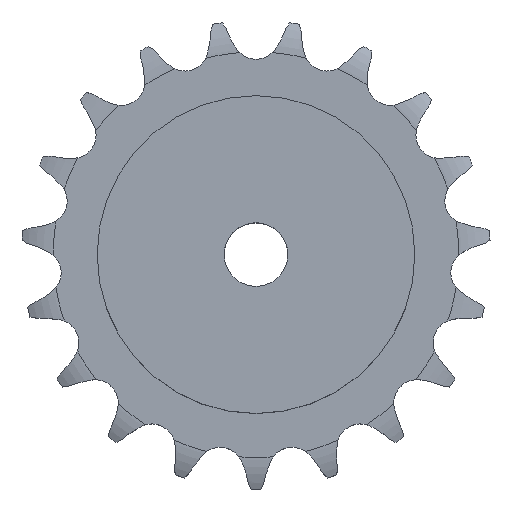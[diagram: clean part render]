
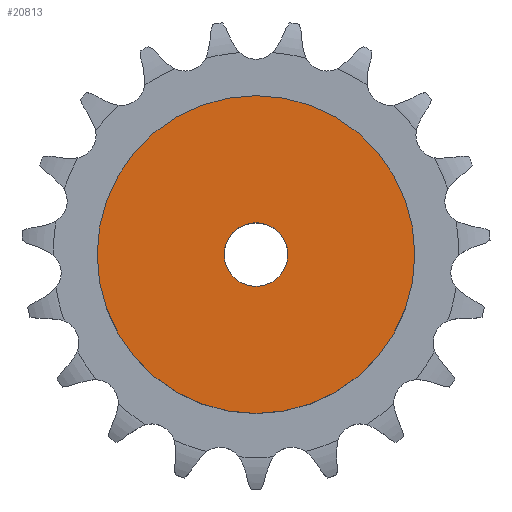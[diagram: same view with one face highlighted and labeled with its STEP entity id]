
A CAD part, top view. The second image highlights one B-rep face of the part: STEP entity #20813.
In plain terms, the highlighted planar face has unit normal (0, 0, 1).
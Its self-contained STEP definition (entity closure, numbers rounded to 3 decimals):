
#2823 = CYLINDRICAL_SURFACE('',#2824,35.);
#2824 = AXIS2_PLACEMENT_3D('',#2825,#2826,#2827);
#2825 = CARTESIAN_POINT('',(0.,0.,0.));
#2826 = DIRECTION('',(-0.,-0.,-1.));
#2827 = DIRECTION('',(1.,0.,0.));
#13318 = VERTEX_POINT('',#13319);
#13319 = CARTESIAN_POINT('',(35.,0.,30.));
#13340 = EDGE_CURVE('',#13318,#13318,#13341,.T.);
#13341 = SURFACE_CURVE('',#13342,(#13347,#13354),.PCURVE_S1.);
#13342 = CIRCLE('',#13343,35.);
#13343 = AXIS2_PLACEMENT_3D('',#13344,#13345,#13346);
#13344 = CARTESIAN_POINT('',(0.,0.,30.));
#13345 = DIRECTION('',(0.,0.,1.));
#13346 = DIRECTION('',(1.,0.,0.));
#13347 = PCURVE('',#2823,#13348);
#13348 = DEFINITIONAL_REPRESENTATION('',(#13349),#13353);
#13349 = LINE('',#13350,#13351);
#13350 = CARTESIAN_POINT('',(-0.,-30.));
#13351 = VECTOR('',#13352,1.);
#13352 = DIRECTION('',(-1.,0.));
#13353 = ( GEOMETRIC_REPRESENTATION_CONTEXT(2) 
PARAMETRIC_REPRESENTATION_CONTEXT() REPRESENTATION_CONTEXT('2D SPACE',''
  ) );
#13354 = PCURVE('',#13355,#13360);
#13355 = PLANE('',#13356);
#13356 = AXIS2_PLACEMENT_3D('',#13357,#13358,#13359);
#13357 = CARTESIAN_POINT('',(0.,0.,30.)
  );
#13358 = DIRECTION('',(0.,0.,1.));
#13359 = DIRECTION('',(1.,0.,0.));
#13360 = DEFINITIONAL_REPRESENTATION('',(#13361),#13365);
#13361 = CIRCLE('',#13362,35.);
#13362 = AXIS2_PLACEMENT_2D('',#13363,#13364);
#13363 = CARTESIAN_POINT('',(0.,0.));
#13364 = DIRECTION('',(1.,0.));
#13365 = ( GEOMETRIC_REPRESENTATION_CONTEXT(2) 
PARAMETRIC_REPRESENTATION_CONTEXT() REPRESENTATION_CONTEXT('2D SPACE',''
  ) );
#17760 = CYLINDRICAL_SURFACE('',#17761,7.);
#17761 = AXIS2_PLACEMENT_3D('',#17762,#17763,#17764);
#17762 = CARTESIAN_POINT('',(0.,0.,163.361));
#17763 = DIRECTION('',(0.,0.,1.));
#17764 = DIRECTION('',(1.,0.,0.));
#20813 = ADVANCED_FACE('',(#20814,#20817),#13355,.T.);
#20814 = FACE_BOUND('',#20815,.T.);
#20815 = EDGE_LOOP('',(#20816));
#20816 = ORIENTED_EDGE('',*,*,#13340,.T.);
#20817 = FACE_BOUND('',#20818,.T.);
#20818 = EDGE_LOOP('',(#20819));
#20819 = ORIENTED_EDGE('',*,*,#20820,.F.);
#20820 = EDGE_CURVE('',#20821,#20821,#20823,.T.);
#20821 = VERTEX_POINT('',#20822);
#20822 = CARTESIAN_POINT('',(7.,0.,30.));
#20823 = SURFACE_CURVE('',#20824,(#20829,#20836),.PCURVE_S1.);
#20824 = CIRCLE('',#20825,7.);
#20825 = AXIS2_PLACEMENT_3D('',#20826,#20827,#20828);
#20826 = CARTESIAN_POINT('',(0.,0.,30.));
#20827 = DIRECTION('',(0.,0.,1.));
#20828 = DIRECTION('',(1.,0.,0.));
#20829 = PCURVE('',#13355,#20830);
#20830 = DEFINITIONAL_REPRESENTATION('',(#20831),#20835);
#20831 = CIRCLE('',#20832,7.);
#20832 = AXIS2_PLACEMENT_2D('',#20833,#20834);
#20833 = CARTESIAN_POINT('',(0.,0.));
#20834 = DIRECTION('',(1.,0.));
#20835 = ( GEOMETRIC_REPRESENTATION_CONTEXT(2) 
PARAMETRIC_REPRESENTATION_CONTEXT() REPRESENTATION_CONTEXT('2D SPACE',''
  ) );
#20836 = PCURVE('',#17760,#20837);
#20837 = DEFINITIONAL_REPRESENTATION('',(#20838),#20842);
#20838 = LINE('',#20839,#20840);
#20839 = CARTESIAN_POINT('',(0.,-133.361));
#20840 = VECTOR('',#20841,1.);
#20841 = DIRECTION('',(1.,0.));
#20842 = ( GEOMETRIC_REPRESENTATION_CONTEXT(2) 
PARAMETRIC_REPRESENTATION_CONTEXT() REPRESENTATION_CONTEXT('2D SPACE',''
  ) );
